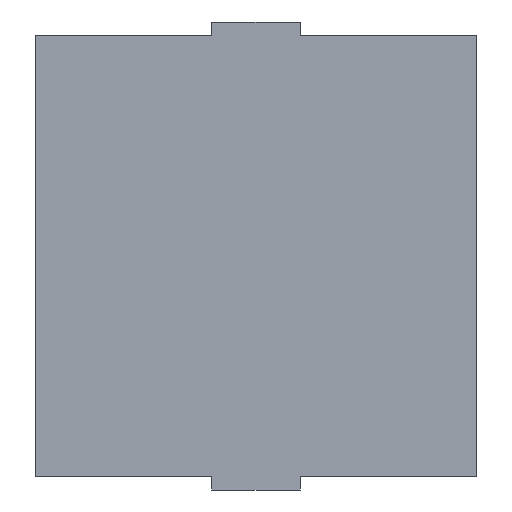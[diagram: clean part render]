
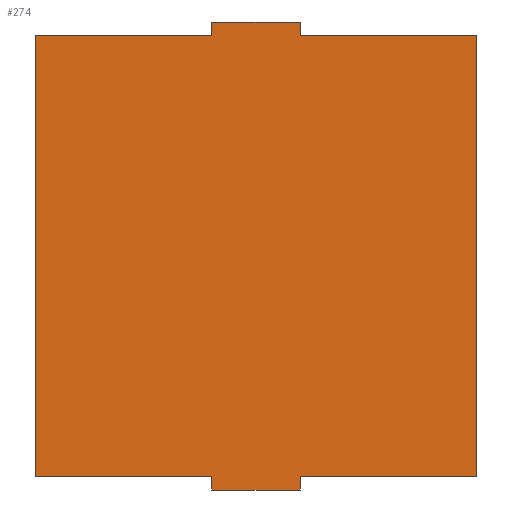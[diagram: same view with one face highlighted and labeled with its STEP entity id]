
A CAD part, front view. The second image highlights one B-rep face of the part: STEP entity #274.
In plain terms, the highlighted planar face has unit normal (0, -1, 0).
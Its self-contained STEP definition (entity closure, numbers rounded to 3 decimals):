
#28=FACE_OUTER_BOUND('',#42,.T.);
#42=EDGE_LOOP('',(#235,#236,#237,#238,#239,#240,#241,#242,#243,#244,#245,
#246));
#43=LINE('',#379,#79);
#47=LINE('',#387,#83);
#50=LINE('',#393,#86);
#53=LINE('',#399,#89);
#56=LINE('',#405,#92);
#59=LINE('',#411,#95);
#62=LINE('',#417,#98);
#65=LINE('',#423,#101);
#68=LINE('',#429,#104);
#71=LINE('',#435,#107);
#74=LINE('',#441,#110);
#77=LINE('',#446,#113);
#79=VECTOR('',#313,10.);
#83=VECTOR('',#319,10.);
#86=VECTOR('',#324,10.);
#89=VECTOR('',#329,10.);
#92=VECTOR('',#334,10.);
#95=VECTOR('',#339,10.);
#98=VECTOR('',#344,10.);
#101=VECTOR('',#349,10.);
#104=VECTOR('',#354,10.);
#107=VECTOR('',#359,10.);
#110=VECTOR('',#364,10.);
#113=VECTOR('',#369,10.);
#115=VERTEX_POINT('',#377);
#116=VERTEX_POINT('',#378);
#119=VERTEX_POINT('',#386);
#121=VERTEX_POINT('',#392);
#123=VERTEX_POINT('',#398);
#125=VERTEX_POINT('',#404);
#127=VERTEX_POINT('',#410);
#129=VERTEX_POINT('',#416);
#131=VERTEX_POINT('',#422);
#133=VERTEX_POINT('',#428);
#135=VERTEX_POINT('',#434);
#137=VERTEX_POINT('',#440);
#139=EDGE_CURVE('',#115,#116,#43,.T.);
#143=EDGE_CURVE('',#119,#115,#47,.T.);
#146=EDGE_CURVE('',#121,#119,#50,.T.);
#149=EDGE_CURVE('',#123,#121,#53,.T.);
#152=EDGE_CURVE('',#125,#123,#56,.T.);
#155=EDGE_CURVE('',#127,#125,#59,.T.);
#158=EDGE_CURVE('',#129,#127,#62,.T.);
#161=EDGE_CURVE('',#131,#129,#65,.T.);
#164=EDGE_CURVE('',#133,#131,#68,.T.);
#167=EDGE_CURVE('',#135,#133,#71,.T.);
#170=EDGE_CURVE('',#137,#135,#74,.T.);
#173=EDGE_CURVE('',#116,#137,#77,.T.);
#235=ORIENTED_EDGE('',*,*,#173,.F.);
#236=ORIENTED_EDGE('',*,*,#139,.F.);
#237=ORIENTED_EDGE('',*,*,#143,.F.);
#238=ORIENTED_EDGE('',*,*,#146,.F.);
#239=ORIENTED_EDGE('',*,*,#149,.F.);
#240=ORIENTED_EDGE('',*,*,#152,.F.);
#241=ORIENTED_EDGE('',*,*,#155,.F.);
#242=ORIENTED_EDGE('',*,*,#158,.F.);
#243=ORIENTED_EDGE('',*,*,#161,.F.);
#244=ORIENTED_EDGE('',*,*,#164,.F.);
#245=ORIENTED_EDGE('',*,*,#167,.F.);
#246=ORIENTED_EDGE('',*,*,#170,.F.);
#260=PLANE('',#308);
#274=ADVANCED_FACE('',(#28),#260,.F.);
#308=AXIS2_PLACEMENT_3D('',#449,#373,#374);
#313=DIRECTION('',(0.,0.,-1.));
#319=DIRECTION('',(-1.,0.,0.));
#324=DIRECTION('',(0.,0.,-1.));
#329=DIRECTION('',(1.,0.,0.));
#334=DIRECTION('',(0.,0.,-1.));
#339=DIRECTION('',(1.,0.,0.));
#344=DIRECTION('',(0.,0.,1.));
#349=DIRECTION('',(1.,0.,0.));
#354=DIRECTION('',(0.,0.,1.));
#359=DIRECTION('',(-1.,0.,0.));
#364=DIRECTION('',(0.,0.,1.));
#369=DIRECTION('',(-1.,0.,0.));
#373=DIRECTION('center_axis',(0.,1.,0.));
#374=DIRECTION('ref_axis',(0.,0.,1.));
#377=CARTESIAN_POINT('',(10.,0.,-50.));
#378=CARTESIAN_POINT('',(10.,0.,-53.));
#379=CARTESIAN_POINT('',(10.,0.,-50.));
#386=CARTESIAN_POINT('',(50.,0.,-50.));
#387=CARTESIAN_POINT('',(50.,0.,-50.));
#392=CARTESIAN_POINT('',(50.,0.,50.));
#393=CARTESIAN_POINT('',(50.,0.,50.));
#398=CARTESIAN_POINT('',(10.,0.,50.));
#399=CARTESIAN_POINT('',(-50.,0.,50.));
#404=CARTESIAN_POINT('',(10.,0.,53.));
#405=CARTESIAN_POINT('',(10.,0.,53.));
#410=CARTESIAN_POINT('',(-10.,0.,53.));
#411=CARTESIAN_POINT('',(-10.,0.,53.));
#416=CARTESIAN_POINT('',(-10.,0.,50.));
#417=CARTESIAN_POINT('',(-10.,0.,50.));
#422=CARTESIAN_POINT('',(-50.,0.,50.));
#423=CARTESIAN_POINT('',(-50.,0.,50.));
#428=CARTESIAN_POINT('',(-50.,0.,-50.));
#429=CARTESIAN_POINT('',(-50.,0.,-50.));
#434=CARTESIAN_POINT('',(-10.,0.,-50.));
#435=CARTESIAN_POINT('',(50.,0.,-50.));
#440=CARTESIAN_POINT('',(-10.,0.,-53.));
#441=CARTESIAN_POINT('',(-10.,0.,-53.));
#446=CARTESIAN_POINT('',(10.,0.,-53.));
#449=CARTESIAN_POINT('Origin',(0.,0.,0.));
